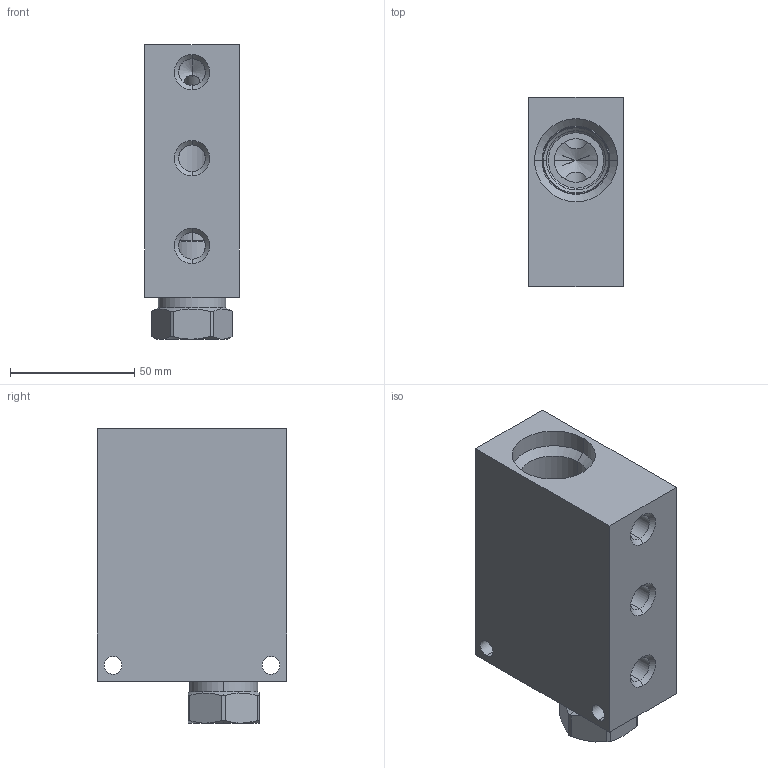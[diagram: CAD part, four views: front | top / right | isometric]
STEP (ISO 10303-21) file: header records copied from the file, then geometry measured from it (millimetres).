
FILE_DESCRIPTION((''),'2;1');
FILE_NAME('B6A_ASM','2021-02-01T',('ProEService'),(''),'PRO/ENGINEER BY PARAMETRIC TECHNOLOGY CORPORATION, 2014200','PRO/ENGINEER BY PARAMETRIC TECHNOLOGY CORPORATION, 2014200','');
FILE_SCHEMA(('CONFIG_CONTROL_DESIGN'));
Length unit declared in the file: inch
Products named in the file (3): 150-861-001; CXFAXCN; B6A_ASM
Assembly tree (2 placements, depth 2):
  B6A_ASM
    150-861-001
    CXFAXCN
Bounding box: 38.1 x 76.2 x 118.64 mm (x, y, z)
Volume: 250372.7 mm3; surface area: 49975 mm2
Topology: 4 solids, 4 shells, 177 faces, 633 edges, 550 vertices
Faces by surface type: cylinder 74, cone 44, plane 29, torus 22, revolution 8
Entity records: 7946 total; most frequent: CARTESIAN_POINT 2619, DIRECTION 1145, ORIENTED_EDGE 804, EDGE_CURVE 402, AXIS2_PLACEMENT_3D 388, VECTOR 361, LINE 361, VERTEX_POINT 240
